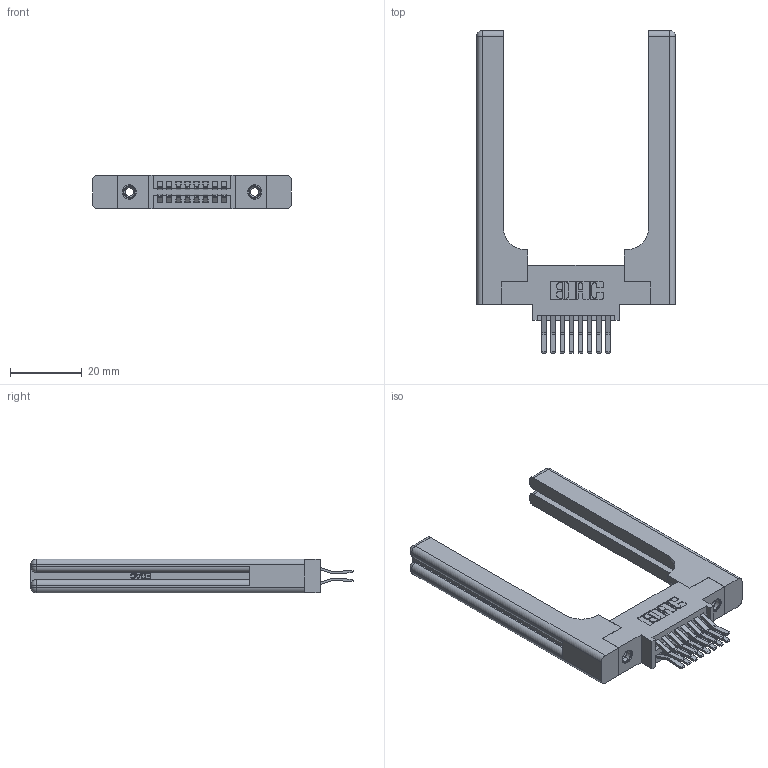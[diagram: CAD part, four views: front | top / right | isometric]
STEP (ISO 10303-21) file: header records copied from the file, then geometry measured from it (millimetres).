
FILE_DESCRIPTION (( 'STEP AP203' ), '1' );
FILE_NAME ('395-016-560-858.STEP', '2019-10-15T19:05:45', ( '' ), ( '' ), 'SwSTEP 2.0', 'SolidWorks 2016', '' );
FILE_SCHEMA (( 'CONFIG_CONTROL_DESIGN' ));
Length unit declared in the file: inch
Products named in the file (5): 345-250-001_345-250-001-102; 345-220-058_345-220-058; 395-016-560-858; 345 Part_0.170 Offset - 0.156 Dia-TH; 345-292-001_560 Tail
Assembly tree (21 placements, depth 2):
  395-016-560-858
    345 Part_0.170 Offset - 0.156 Dia-TH
    345-292-001_560 Tail  x16
    345-250-001_345-250-001-102  x2
    345-220-058_345-220-058  x2
Bounding box: 55.35 x 89.72 x 9.4 mm (x, y, z)
Volume: 13527.4 mm3; surface area: 12281.7 mm2
Topology: 21 solids, 21 shells, 1218 faces, 3499 edges, 2290 vertices
Faces by surface type: plane 760, cylinder 398, bspline 36, cone 12, sphere 8, torus 4
Entity records: 16256 total; most frequent: CARTESIAN_POINT 3753, ORIENTED_EDGE 2484, DIRECTION 2286, EDGE_CURVE 1242, LINE 982, VECTOR 982, VERTEX_POINT 818, AXIS2_PLACEMENT_3D 652
